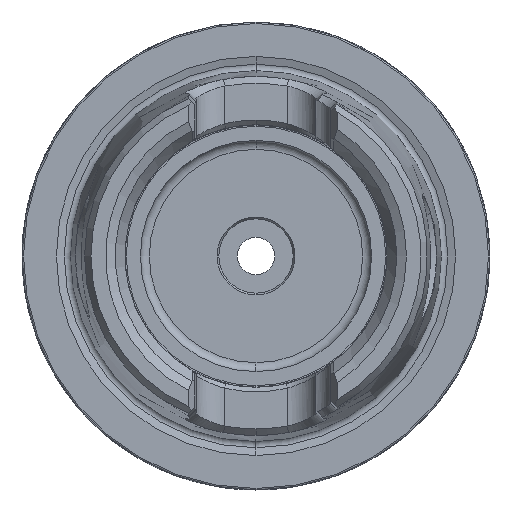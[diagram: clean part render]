
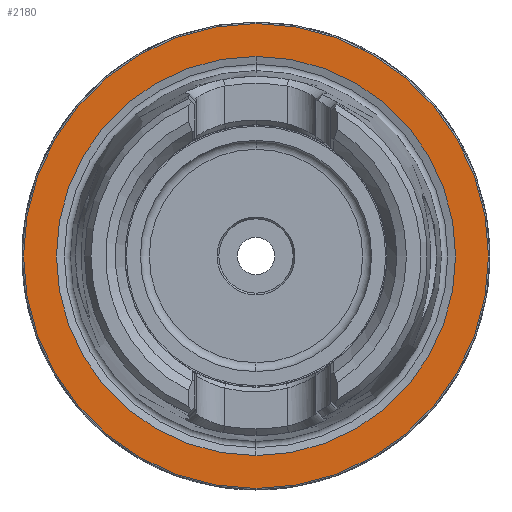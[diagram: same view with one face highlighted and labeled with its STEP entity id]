
A CAD part, left-side view. The second image highlights one B-rep face of the part: STEP entity #2180.
In plain terms, the highlighted planar face has unit normal (-1, 0, 0).
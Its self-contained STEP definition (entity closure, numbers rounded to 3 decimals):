
#482 = CARTESIAN_POINT ( 'NONE',  ( 0., 0., 0. ) ) ;
#496 = EDGE_CURVE ( 'NONE', #6176, #2771, #5878, .T. ) ;
#1119 = EDGE_LOOP ( 'NONE', ( #4534, #4139 ) ) ;
#1260 = ORIENTED_EDGE ( 'NONE', *, *, #5424, .F. ) ;
#1587 = CARTESIAN_POINT ( 'NONE',  ( 0., 0., 26.85 ) ) ;
#1617 = VERTEX_POINT ( 'NONE', #1587 ) ;
#1706 = DIRECTION ( 'NONE',  ( 0., 0., 1. ) ) ;
#1718 = DIRECTION ( 'NONE',  ( -1., 0., 0. ) ) ;
#1784 = CARTESIAN_POINT ( 'NONE',  ( 0., 0., 0. ) ) ;
#2018 = EDGE_LOOP ( 'NONE', ( #1260, #11192 ) ) ;
#2156 = DIRECTION ( 'NONE',  ( 0., 0., 1. ) ) ;
#2180 = ADVANCED_FACE ( 'NONE', ( #7798, #9973 ), #10667, .F. ) ;
#2683 = DIRECTION ( 'NONE',  ( 0., 0., 1. ) ) ;
#2762 = DIRECTION ( 'NONE',  ( -1., 0., 0. ) ) ;
#2771 = VERTEX_POINT ( 'NONE', #3294 ) ;
#2813 = CARTESIAN_POINT ( 'NONE',  ( 0., 0., 0. ) ) ;
#2896 = DIRECTION ( 'NONE',  ( -1., 0., 0. ) ) ;
#3294 = CARTESIAN_POINT ( 'NONE',  ( 0., 0., -31.275 ) ) ;
#3886 = EDGE_CURVE ( 'NONE', #8115, #1617, #8234, .T. ) ;
#4139 = ORIENTED_EDGE ( 'NONE', *, *, #9009, .T. ) ;
#4534 = ORIENTED_EDGE ( 'NONE', *, *, #496, .T. ) ;
#5424 = EDGE_CURVE ( 'NONE', #1617, #8115, #7748, .T. ) ;
#5704 = AXIS2_PLACEMENT_3D ( 'NONE', #9742, #2896, #10061 ) ;
#5709 = AXIS2_PLACEMENT_3D ( 'NONE', #482, #11070, #2156 ) ;
#5878 = CIRCLE ( 'NONE', #5709, 31.275 ) ;
#6176 = VERTEX_POINT ( 'NONE', #9371 ) ;
#7597 = CIRCLE ( 'NONE', #5704, 31.275 ) ;
#7748 = CIRCLE ( 'NONE', #8975, 26.85 ) ;
#7798 = FACE_BOUND ( 'NONE', #2018, .T. ) ;
#8115 = VERTEX_POINT ( 'NONE', #8885 ) ;
#8234 = CIRCLE ( 'NONE', #10130, 26.85 ) ;
#8885 = CARTESIAN_POINT ( 'NONE',  ( 0., 0., -26.85 ) ) ;
#8975 = AXIS2_PLACEMENT_3D ( 'NONE', #1784, #1718, #1706 ) ;
#9009 = EDGE_CURVE ( 'NONE', #2771, #6176, #7597, .T. ) ;
#9371 = CARTESIAN_POINT ( 'NONE',  ( 0., 0., 31.275 ) ) ;
#9422 = DIRECTION ( 'NONE',  ( 0., 0., -1. ) ) ;
#9742 = CARTESIAN_POINT ( 'NONE',  ( 0., 0., 0. ) ) ;
#9973 = FACE_OUTER_BOUND ( 'NONE', #1119, .T. ) ;
#10061 = DIRECTION ( 'NONE',  ( 0., 0., 1. ) ) ;
#10130 = AXIS2_PLACEMENT_3D ( 'NONE', #2813, #2762, #2683 ) ;
#10508 = DIRECTION ( 'NONE',  ( 1., 0., 0. ) ) ;
#10667 = PLANE ( 'NONE',  #11720 ) ;
#10953 = CARTESIAN_POINT ( 'NONE',  ( 0., 31.275, 0. ) ) ;
#11070 = DIRECTION ( 'NONE',  ( -1., 0., 0. ) ) ;
#11192 = ORIENTED_EDGE ( 'NONE', *, *, #3886, .F. ) ;
#11720 = AXIS2_PLACEMENT_3D ( 'NONE', #10953, #10508, #9422 ) ;
